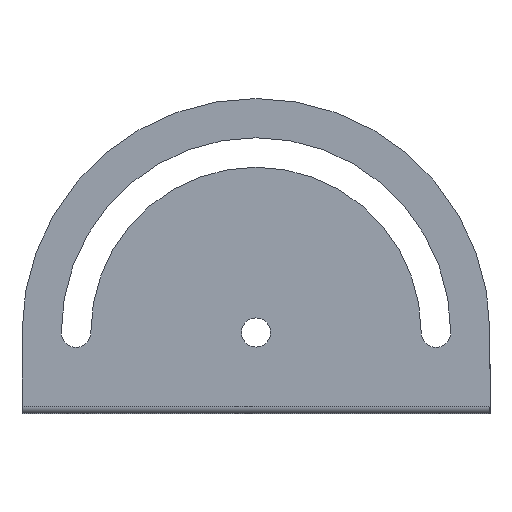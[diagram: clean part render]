
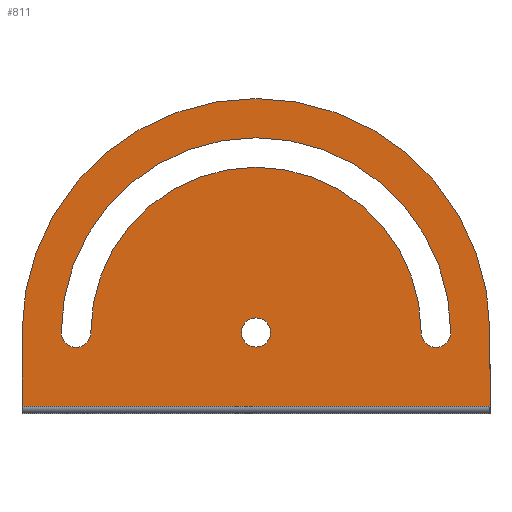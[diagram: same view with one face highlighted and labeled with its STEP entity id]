
A CAD part, left-side view. The second image highlights one B-rep face of the part: STEP entity #811.
In plain terms, the highlighted planar face has unit normal (-1, 0, 0).
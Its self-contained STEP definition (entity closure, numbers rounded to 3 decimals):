
#73=CARTESIAN_POINT('',(0.0,130.0,2.));
#74=VERTEX_POINT('',#73);
#92=CARTESIAN_POINT('',(0.0,0.,2.));
#93=VERTEX_POINT('',#92);
#101=CARTESIAN_POINT('',(0.0,0.0,2.));
#102=DIRECTION('',(0.0,1.0,0.0));
#103=VECTOR('',#102,130.0);
#104=LINE('',#101,#103);
#105=EDGE_CURVE('',#93,#74,#104,.T.);
#219=CARTESIAN_POINT('',(0.0,130.0,22.5));
#220=VERTEX_POINT('',#219);
#221=CARTESIAN_POINT('',(0.0,130.0,2.));
#222=DIRECTION('',(0.0,0.0,1.0));
#223=VECTOR('',#222,20.5);
#224=LINE('',#221,#223);
#225=EDGE_CURVE('',#74,#220,#224,.T.);
#539=CARTESIAN_POINT('',(0.0,65.0,18.45));
#540=VERTEX_POINT('',#539);
#541=CARTESIAN_POINT('',(0.0,65.0,22.5));
#542=DIRECTION('',(1.0,0.0,0.0));
#543=DIRECTION('',(0.0,0.0,1.0));
#544=AXIS2_PLACEMENT_3D('',#541,#542,#543);
#545=CIRCLE('',#544,4.05);
#546=EDGE_CURVE('',#540,#540,#545,.T.);
#584=CARTESIAN_POINT('',(0.0,10.9,22.5));
#585=VERTEX_POINT('',#584);
#586=CARTESIAN_POINT('',(0.0,19.1,22.5));
#587=VERTEX_POINT('',#586);
#588=CARTESIAN_POINT('',(0.0,15.0,22.5));
#589=DIRECTION('',(1.0,0.0,0.0));
#590=DIRECTION('',(0.0,-1.0,0.0));
#591=AXIS2_PLACEMENT_3D('',#588,#589,#590);
#592=CIRCLE('',#591,4.1);
#593=EDGE_CURVE('',#585,#587,#592,.T.);
#626=CARTESIAN_POINT('',(0.0,119.1,22.5));
#627=VERTEX_POINT('',#626);
#628=CARTESIAN_POINT('',(0.0,65.0,22.5));
#629=DIRECTION('',(1.0,0.0,0.0));
#630=DIRECTION('',(0.0,1.0,0.0));
#631=AXIS2_PLACEMENT_3D('',#628,#629,#630);
#632=CIRCLE('',#631,54.1);
#633=EDGE_CURVE('',#627,#585,#632,.T.);
#659=CARTESIAN_POINT('',(0.0,110.9,22.5));
#660=VERTEX_POINT('',#659);
#661=CARTESIAN_POINT('',(0.0,115.0,22.5));
#662=DIRECTION('',(1.0,0.0,0.0));
#663=DIRECTION('',(0.0,-1.0,0.0));
#664=AXIS2_PLACEMENT_3D('',#661,#662,#663);
#665=CIRCLE('',#664,4.1);
#666=EDGE_CURVE('',#660,#627,#665,.T.);
#692=CARTESIAN_POINT('',(0.0,65.0,22.5));
#693=DIRECTION('',(-1.0,0.0,0.0));
#694=DIRECTION('',(0.0,-1.0,0.0));
#695=AXIS2_PLACEMENT_3D('',#692,#693,#694);
#696=CIRCLE('',#695,45.9);
#697=EDGE_CURVE('',#587,#660,#696,.T.);
#729=CARTESIAN_POINT('',(0.0,0.,22.5));
#730=VERTEX_POINT('',#729);
#737=CARTESIAN_POINT('',(0.0,0.,22.5));
#738=DIRECTION('',(0.0,0.0,-1.0));
#739=VECTOR('',#738,20.5);
#740=LINE('',#737,#739);
#741=EDGE_CURVE('',#730,#93,#740,.T.);
#751=CARTESIAN_POINT('',(0.0,65.0,22.5));
#752=DIRECTION('',(1.0,0.0,0.0));
#753=DIRECTION('',(0.0,1.0,0.0));
#754=AXIS2_PLACEMENT_3D('',#751,#752,#753);
#755=CIRCLE('',#754,65.);
#756=EDGE_CURVE('',#220,#730,#755,.T.);
#791=CARTESIAN_POINT('',(0.0,65.,31.357));
#792=DIRECTION('',(1.0,0.0,0.0));
#793=DIRECTION('',(0.0,0.0,-1.0));
#794=AXIS2_PLACEMENT_3D('',#791,#792,#793);
#795=PLANE('',#794);
#796=ORIENTED_EDGE('',*,*,#105,.F.);
#797=ORIENTED_EDGE('',*,*,#741,.F.);
#798=ORIENTED_EDGE('',*,*,#756,.F.);
#799=ORIENTED_EDGE('',*,*,#225,.F.);
#800=EDGE_LOOP('',(#796,#797,#798,#799));
#801=FACE_OUTER_BOUND('',#800,.T.);
#802=ORIENTED_EDGE('',*,*,#546,.T.);
#803=EDGE_LOOP('',(#802));
#804=FACE_BOUND('',#803,.T.);
#805=ORIENTED_EDGE('',*,*,#593,.T.);
#806=ORIENTED_EDGE('',*,*,#697,.T.);
#807=ORIENTED_EDGE('',*,*,#666,.T.);
#808=ORIENTED_EDGE('',*,*,#633,.T.);
#809=EDGE_LOOP('',(#805,#806,#807,#808));
#810=FACE_BOUND('',#809,.T.);
#811=ADVANCED_FACE('',(#801,#804,#810),#795,.F.);
